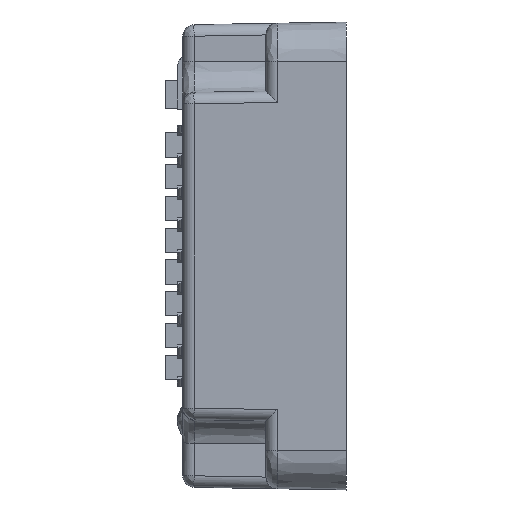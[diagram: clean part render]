
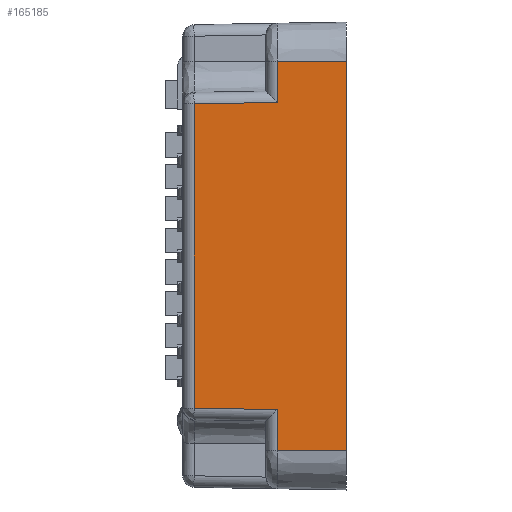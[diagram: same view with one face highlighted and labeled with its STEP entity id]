
A CAD part, left-side view. The second image highlights one B-rep face of the part: STEP entity #165185.
In plain terms, the highlighted planar face has unit normal (-1, 0.018, 0).
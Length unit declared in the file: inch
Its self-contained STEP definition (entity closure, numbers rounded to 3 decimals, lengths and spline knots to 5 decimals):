
#119470 = CARTESIAN_POINT ( 'NONE',  ( -1.1257, 0.01911, -0.76958 ) ) ;
#120279 = CARTESIAN_POINT ( 'NONE',  ( -1.1257, 0.01911, 0.92042 ) ) ;
#138755 = CARTESIAN_POINT ( 'NONE',  ( -1.1257, 0.01911, 0.7416 ) ) ;
#138889 = DIRECTION ( 'NONE',  ( -0.017, -1., 0. ) ) ;
#138890 = VECTOR ( 'NONE', #138889, 39.37008 ) ;
#138891 = CARTESIAN_POINT ( 'NONE',  ( -1.13093, -0.28076, -0.76958 ) ) ;
#138892 = LINE ( 'NONE', #138891, #138890 ) ;
#138894 = CARTESIAN_POINT ( 'NONE',  ( -1.13093, -0.28076, -0.76958 ) ) ;
#138915 = CARTESIAN_POINT ( 'NONE',  ( -1.1194, 0.38011, -0.58444 ) ) ;
#138917 = DIRECTION ( 'NONE',  ( -0.017, -1., -0.017 ) ) ;
#138918 = VECTOR ( 'NONE', #138917, 39.37008 ) ;
#138919 = CARTESIAN_POINT ( 'NONE',  ( -1.1194, 0.38011, -0.58444 ) ) ;
#138924 = LINE ( 'NONE', #138919, #138918 ) ;
#138952 = DIRECTION ( 'NONE',  ( 0., 0., -1. ) ) ;
#138953 = VECTOR ( 'NONE', #138952, 39.37008 ) ;
#138954 = CARTESIAN_POINT ( 'NONE',  ( -1.1257, 0.01911, -0.76958 ) ) ;
#138955 = LINE ( 'NONE', #138954, #138953 ) ;
#138970 = CARTESIAN_POINT ( 'NONE',  ( -1.1257, 0.01911, -0.59075 ) ) ;
#138971 = DIRECTION ( 'NONE',  ( 0., 0., -1. ) ) ;
#138972 = VECTOR ( 'NONE', #138971, 39.37008 ) ;
#138973 = CARTESIAN_POINT ( 'NONE',  ( -1.1257, 0.01911, -0.76958 ) ) ;
#138978 = LINE ( 'NONE', #138973, #138972 ) ;
#139103 = DIRECTION ( 'NONE',  ( 0.017, 1., -0.017 ) ) ;
#139104 = VECTOR ( 'NONE', #139103, 39.37008 ) ;
#139105 = CARTESIAN_POINT ( 'NONE',  ( -1.1257, 0.01911, 0.7416 ) ) ;
#139106 = LINE ( 'NONE', #139105, #139104 ) ;
#139108 = CARTESIAN_POINT ( 'NONE',  ( -1.1194, 0.38011, 0.73529 ) ) ;
#139148 = LINE ( 'NONE', #139192, #139191 ) ;
#139189 = CARTESIAN_POINT ( 'NONE',  ( -1.13093, -0.28076, 0.92042 ) ) ;
#139190 = DIRECTION ( 'NONE',  ( 0.017, 1., 0. ) ) ;
#139191 = VECTOR ( 'NONE', #139190, 39.37008 ) ;
#139192 = CARTESIAN_POINT ( 'NONE',  ( -1.13093, -0.28076, 0.92042 ) ) ;
#140523 = DIRECTION ( 'NONE',  ( 0., 0., 1. ) ) ;
#140524 = VECTOR ( 'NONE', #140523, 39.37008 ) ;
#140525 = CARTESIAN_POINT ( 'NONE',  ( -1.13093, -0.28076, -0.76958 ) ) ;
#140526 = LINE ( 'NONE', #140525, #140524 ) ;
#142172 = DIRECTION ( 'NONE',  ( 0., 0., 1. ) ) ;
#142173 = VECTOR ( 'NONE', #142172, 39.37008 ) ;
#142174 = CARTESIAN_POINT ( 'NONE',  ( -1.1194, 0.38011, -0.76958 ) ) ;
#142175 = LINE ( 'NONE', #142174, #142173 ) ;
#142339 = FACE_OUTER_BOUND ( 'NONE', #165190, .T. ) ;
#142364 = DIRECTION ( 'NONE',  ( 0.017, 1., 0. ) ) ;
#142365 = DIRECTION ( 'NONE',  ( -1., 0.017, 0. ) ) ;
#142366 = CARTESIAN_POINT ( 'NONE',  ( -1.13093, -0.28076, -0.76958 ) ) ;
#142367 = AXIS2_PLACEMENT_3D ( 'NONE', #142366, #142365, #142364 ) ;
#142368 = PLANE ( 'NONE',  #142367 ) ;
#160567 = VERTEX_POINT ( 'NONE', #119470 ) ;
#160633 = VERTEX_POINT ( 'NONE', #120279 ) ;
#163877 = VERTEX_POINT ( 'NONE', #138755 ) ;
#163957 = VERTEX_POINT ( 'NONE', #138894 ) ;
#163959 = EDGE_CURVE ( 'NONE', #160567, #163957, #138892, .T. ) ;
#163964 = EDGE_CURVE ( 'NONE', #163965, #163979, #138924, .T. ) ;
#163965 = VERTEX_POINT ( 'NONE', #138915 ) ;
#163969 = EDGE_CURVE ( 'NONE', #160633, #163877, #138955, .T. ) ;
#163978 = EDGE_CURVE ( 'NONE', #163979, #160567, #138978, .T. ) ;
#163979 = VERTEX_POINT ( 'NONE', #138970 ) ;
#164047 = VERTEX_POINT ( 'NONE', #139108 ) ;
#164050 = EDGE_CURVE ( 'NONE', #163877, #164047, #139106, .T. ) ;
#164083 = EDGE_CURVE ( 'NONE', #164084, #160633, #139148, .T. ) ;
#164084 = VERTEX_POINT ( 'NONE', #139189 ) ;
#164598 = EDGE_CURVE ( 'NONE', #163957, #164084, #140526, .T. ) ;
#165132 = ORIENTED_EDGE ( 'NONE', *, *, #164598, .T. ) ;
#165133 = ORIENTED_EDGE ( 'NONE', *, *, #164083, .T. ) ;
#165135 = ORIENTED_EDGE ( 'NONE', *, *, #163969, .T. ) ;
#165137 = ORIENTED_EDGE ( 'NONE', *, *, #164050, .T. ) ;
#165139 = ORIENTED_EDGE ( 'NONE', *, *, #165142, .F. ) ;
#165142 = EDGE_CURVE ( 'NONE', #163965, #164047, #142175, .T. ) ;
#165144 = ORIENTED_EDGE ( 'NONE', *, *, #163964, .T. ) ;
#165147 = ORIENTED_EDGE ( 'NONE', *, *, #163978, .T. ) ;
#165185 = ADVANCED_FACE ( 'NONE', ( #142339 ), #142368, .T. ) ;
#165190 = EDGE_LOOP ( 'NONE', ( #165192, #165132, #165133, #165135, #165137, #165139, #165144, #165147 ) ) ;
#165192 = ORIENTED_EDGE ( 'NONE', *, *, #163959, .T. ) ;
